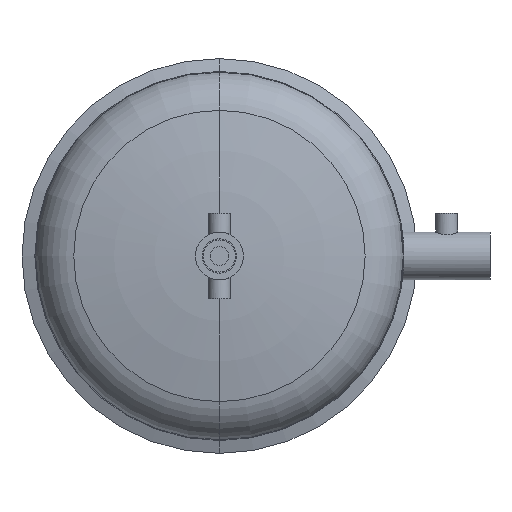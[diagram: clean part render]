
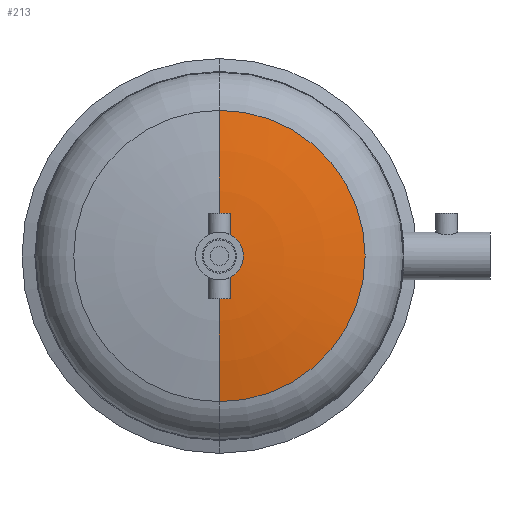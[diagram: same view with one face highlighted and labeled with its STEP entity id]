
A CAD part, front view. The second image highlights one B-rep face of the part: STEP entity #213.
In plain terms, the highlighted toroidal (fillet/blend) face has major radius 3.344 mm and minor radius 508 mm.
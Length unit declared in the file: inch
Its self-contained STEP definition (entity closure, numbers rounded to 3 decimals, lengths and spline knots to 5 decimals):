
#109 = DIRECTION ( 'NONE',  ( 0., 0., 1. ) ) ;
#149 = DIRECTION ( 'NONE',  ( 0., -1., 0. ) ) ;
#182 = CARTESIAN_POINT ( 'NONE',  ( 0., 2.5, 0. ) ) ;
#183 = ORIENTED_EDGE ( 'NONE', *, *, #3894, .F. ) ;
#213 = ADVANCED_FACE ( 'NONE', ( #1926 ), #3082, .T. ) ;
#409 = AXIS2_PLACEMENT_3D ( 'NONE', #498, #149, #2615 ) ;
#498 = CARTESIAN_POINT ( 'NONE',  ( 0., 22.49201, 0. ) ) ;
#873 = DIRECTION ( 'NONE',  ( 0., 0., -1. ) ) ;
#1004 = CIRCLE ( 'NONE', #1682, 20. ) ;
#1117 = DIRECTION ( 'NONE',  ( -1., 0., 0. ) ) ;
#1145 = AXIS2_PLACEMENT_3D ( 'NONE', #2247, #2908, #873 ) ;
#1291 = CARTESIAN_POINT ( 'NONE',  ( 0., 2.91918, 4.24314 ) ) ;
#1468 = DIRECTION ( 'NONE',  ( 0., 0., -1. ) ) ;
#1478 = EDGE_CURVE ( 'NONE', #3301, #3937, #3062, .T. ) ;
#1489 = VERTEX_POINT ( 'NONE', #2186 ) ;
#1682 = AXIS2_PLACEMENT_3D ( 'NONE', #1883, #1117, #109 ) ;
#1740 = ORIENTED_EDGE ( 'NONE', *, *, #1478, .T. ) ;
#1872 = CARTESIAN_POINT ( 'NONE',  ( 0., 2.91918, -4.24314 ) ) ;
#1883 = CARTESIAN_POINT ( 'NONE',  ( 0., 22.49201, -0.13166 ) ) ;
#1926 = FACE_OUTER_BOUND ( 'NONE', #3099, .T. ) ;
#1928 = ORIENTED_EDGE ( 'NONE', *, *, #4463, .F. ) ;
#1937 = AXIS2_PLACEMENT_3D ( 'NONE', #182, #1941, #4405 ) ;
#1941 = DIRECTION ( 'NONE',  ( 0., -1., 0. ) ) ;
#2186 = CARTESIAN_POINT ( 'NONE',  ( 0., 2.5, -0.69685 ) ) ;
#2196 = DIRECTION ( 'NONE',  ( 1., 0., 0. ) ) ;
#2247 = CARTESIAN_POINT ( 'NONE',  ( 0., 2.91918, 0. ) ) ;
#2275 = ORIENTED_EDGE ( 'NONE', *, *, #4543, .T. ) ;
#2513 = CIRCLE ( 'NONE', #1145, 4.24314 ) ;
#2615 = DIRECTION ( 'NONE',  ( 0., 0., -1. ) ) ;
#2908 = DIRECTION ( 'NONE',  ( 0., -1., 0. ) ) ;
#3062 = CIRCLE ( 'NONE', #3738, 20. ) ;
#3082 = TOROIDAL_SURFACE ( 'NONE', #409, 0.13166, 20. ) ;
#3099 = EDGE_LOOP ( 'NONE', ( #2275, #1740, #1928, #183 ) ) ;
#3301 = VERTEX_POINT ( 'NONE', #1291 ) ;
#3588 = CARTESIAN_POINT ( 'NONE',  ( 0., 2.5, 0.69685 ) ) ;
#3620 = CARTESIAN_POINT ( 'NONE',  ( 0., 22.49201, 0.13166 ) ) ;
#3738 = AXIS2_PLACEMENT_3D ( 'NONE', #3620, #2196, #1468 ) ;
#3894 = EDGE_CURVE ( 'NONE', #4525, #1489, #1004, .T. ) ;
#3937 = VERTEX_POINT ( 'NONE', #3588 ) ;
#4388 = CIRCLE ( 'NONE', #1937, 0.69685 ) ;
#4405 = DIRECTION ( 'NONE',  ( 0., 0., -1. ) ) ;
#4463 = EDGE_CURVE ( 'NONE', #1489, #3937, #4388, .T. ) ;
#4525 = VERTEX_POINT ( 'NONE', #1872 ) ;
#4543 = EDGE_CURVE ( 'NONE', #4525, #3301, #2513, .T. ) ;
